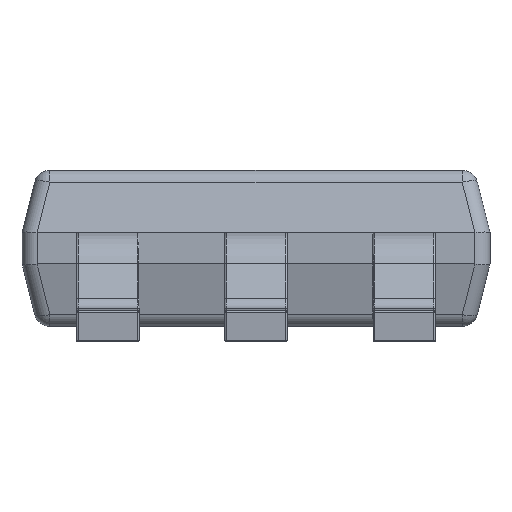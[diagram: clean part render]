
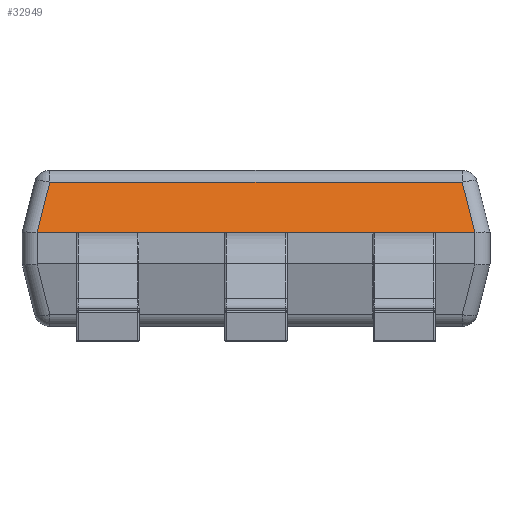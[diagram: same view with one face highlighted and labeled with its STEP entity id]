
A CAD part, left-side view. The second image highlights one B-rep face of the part: STEP entity #32949.
In plain terms, the highlighted planar face has unit normal (-0.97, 0, 0.242).
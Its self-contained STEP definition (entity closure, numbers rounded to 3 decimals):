
#664 = EDGE_CURVE ( 'NONE', #9439, #13712, #27811, .T. ) ;
#908 = CARTESIAN_POINT ( 'NONE',  ( -0.75, -1.403, 0.7 ) ) ;
#1325 = EDGE_CURVE ( 'NONE', #13712, #14639, #15612, .T. ) ;
#1908 = DIRECTION ( 'NONE',  ( 0., 1., 0. ) ) ;
#2487 = CARTESIAN_POINT ( 'NONE',  ( -0.669, 1.322, 1.024 ) ) ;
#3277 = DIRECTION ( 'NONE',  ( 0., 1., 0. ) ) ;
#3448 = VECTOR ( 'NONE', #12960, 1000. ) ;
#3608 = EDGE_LOOP ( 'NONE', ( #11690, #3976, #29573, #7558, #18580, #15426 ) ) ;
#3976 = ORIENTED_EDGE ( 'NONE', *, *, #30672, .T. ) ;
#4320 = VERTEX_POINT ( 'NONE', #32975 ) ;
#4722 = LINE ( 'NONE', #18313, #11979 ) ;
#7558 = ORIENTED_EDGE ( 'NONE', *, *, #664, .T. ) ;
#8338 = VECTOR ( 'NONE', #3277, 1000. ) ;
#9439 = VERTEX_POINT ( 'NONE', #34927 ) ;
#10550 = EDGE_CURVE ( 'NONE', #9439, #32033, #33089, .T. ) ;
#10869 = AXIS2_PLACEMENT_3D ( 'NONE', #15491, #17963, #1908 ) ;
#11690 = ORIENTED_EDGE ( 'NONE', *, *, #20766, .T. ) ;
#11979 = VECTOR ( 'NONE', #31393, 1000. ) ;
#12960 = DIRECTION ( 'NONE',  ( 0.236, 0.236, 0.943 ) ) ;
#13712 = VERTEX_POINT ( 'NONE', #908 ) ;
#14639 = VERTEX_POINT ( 'NONE', #33218 ) ;
#15257 =( BOUNDED_CURVE ( )  B_SPLINE_CURVE ( 3, ( #17372, #22487, #33587, #28461 ),
 .UNSPECIFIED., .F., .F. ) 
 B_SPLINE_CURVE_WITH_KNOTS ( ( 4, 4 ),
 ( 6.254, 6.283 ),
 .UNSPECIFIED. ) 
 CURVE ( )  GEOMETRIC_REPRESENTATION_ITEM ( )  RATIONAL_B_SPLINE_CURVE ( ( 1., 1., 1., 1. ) ) 
 REPRESENTATION_ITEM ( '' )  );
#15426 = ORIENTED_EDGE ( 'NONE', *, *, #31917, .T. ) ;
#15491 = CARTESIAN_POINT ( 'NONE',  ( -0.65, 0., 1.1 ) ) ;
#15612 = LINE ( 'NONE', #26558, #3448 ) ;
#15669 = PLANE ( 'NONE',  #10869 ) ;
#17372 = CARTESIAN_POINT ( 'NONE',  ( -0.75, 1.403, 0.7 ) ) ;
#17740 = VECTOR ( 'NONE', #19550, 1000. ) ;
#17963 = DIRECTION ( 'NONE',  ( -0.97, 0., 0.243 ) ) ;
#18070 = CARTESIAN_POINT ( 'NONE',  ( -0.75, -1.403, 0.7 ) ) ;
#18309 = FACE_OUTER_BOUND ( 'NONE', #3608, .T. ) ;
#18313 = CARTESIAN_POINT ( 'NONE',  ( -0.669, 0., 1.024 ) ) ;
#18580 = ORIENTED_EDGE ( 'NONE', *, *, #1325, .T. ) ;
#19550 = DIRECTION ( 'NONE',  ( -0.236, 0.236, -0.943 ) ) ;
#20374 = VERTEX_POINT ( 'NONE', #2487 ) ;
#20766 = EDGE_CURVE ( 'NONE', #20374, #4320, #32445, .T. ) ;
#21994 = CARTESIAN_POINT ( 'NONE',  ( -0.75, 1.5, 0.7 ) ) ;
#22487 = CARTESIAN_POINT ( 'NONE',  ( -0.75, 1.402, 0.7 ) ) ;
#26558 = CARTESIAN_POINT ( 'NONE',  ( -0.578, -1.231, 1.39 ) ) ;
#27811 =( BOUNDED_CURVE ( )  B_SPLINE_CURVE ( 3, ( #33775, #28489, #31500, #18070 ),
 .UNSPECIFIED., .F., .F. ) 
 B_SPLINE_CURVE_WITH_KNOTS ( ( 4, 4 ),
 ( 0., 0.029 ),
 .UNSPECIFIED. ) 
 CURVE ( )  GEOMETRIC_REPRESENTATION_ITEM ( )  RATIONAL_B_SPLINE_CURVE ( ( 1., 1., 1., 1. ) ) 
 REPRESENTATION_ITEM ( '' )  );
#28461 = CARTESIAN_POINT ( 'NONE',  ( -0.75, 1.4, 0.7 ) ) ;
#28489 = CARTESIAN_POINT ( 'NONE',  ( -0.75, -1.401, 0.7 ) ) ;
#29573 = ORIENTED_EDGE ( 'NONE', *, *, #10550, .F. ) ;
#30672 = EDGE_CURVE ( 'NONE', #4320, #32033, #15257, .T. ) ;
#31393 = DIRECTION ( 'NONE',  ( 0., 1., 0. ) ) ;
#31500 = CARTESIAN_POINT ( 'NONE',  ( -0.75, -1.402, 0.7 ) ) ;
#31917 = EDGE_CURVE ( 'NONE', #14639, #20374, #4722, .T. ) ;
#32033 = VERTEX_POINT ( 'NONE', #33498 ) ;
#32445 = LINE ( 'NONE', #34903, #17740 ) ;
#32949 = ADVANCED_FACE ( 'NONE', ( #18309 ), #15669, .T. ) ;
#32975 = CARTESIAN_POINT ( 'NONE',  ( -0.75, 1.403, 0.7 ) ) ;
#33089 = LINE ( 'NONE', #21994, #8338 ) ;
#33218 = CARTESIAN_POINT ( 'NONE',  ( -0.669, -1.322, 1.024 ) ) ;
#33498 = CARTESIAN_POINT ( 'NONE',  ( -0.75, 1.4, 0.7 ) ) ;
#33587 = CARTESIAN_POINT ( 'NONE',  ( -0.75, 1.401, 0.7 ) ) ;
#33775 = CARTESIAN_POINT ( 'NONE',  ( -0.75, -1.4, 0.7 ) ) ;
#34903 = CARTESIAN_POINT ( 'NONE',  ( -0.578, 1.231, 1.39 ) ) ;
#34927 = CARTESIAN_POINT ( 'NONE',  ( -0.75, -1.4, 0.7 ) ) ;
